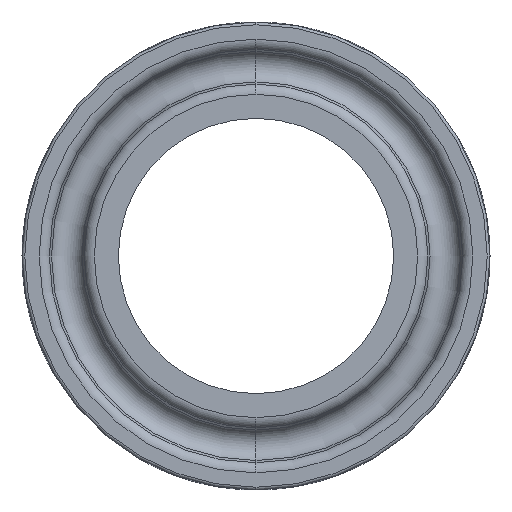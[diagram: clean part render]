
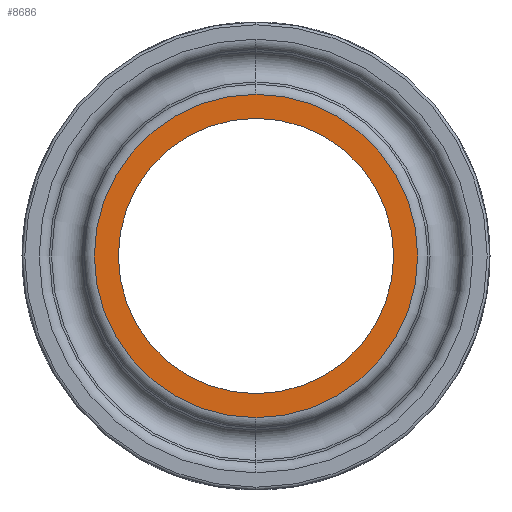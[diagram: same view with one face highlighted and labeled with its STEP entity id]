
A CAD part, left-side view. The second image highlights one B-rep face of the part: STEP entity #8686.
In plain terms, the highlighted planar face has unit normal (-1, 0, 0).
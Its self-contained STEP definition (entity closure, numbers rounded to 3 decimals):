
#387 = EDGE_CURVE ( 'NONE', #3388, #2221, #14681, .T. ) ;
#797 = CIRCLE ( 'NONE', #8491, 10. ) ;
#1263 = EDGE_CURVE ( 'NONE', #3165, #10652, #4541, .T. ) ;
#1526 = DIRECTION ( 'NONE',  ( -1., 0., 0. ) ) ;
#2221 = VERTEX_POINT ( 'NONE', #8697 ) ;
#2348 = CARTESIAN_POINT ( 'NONE',  ( 0., 0., 0. ) ) ;
#2873 = FACE_BOUND ( 'NONE', #14817, .T. ) ;
#3165 = VERTEX_POINT ( 'NONE', #4210 ) ;
#3388 = VERTEX_POINT ( 'NONE', #6223 ) ;
#3710 = DIRECTION ( 'NONE',  ( 0., 0., -1. ) ) ;
#4210 = CARTESIAN_POINT ( 'NONE',  ( 0., 0., -11.747 ) ) ;
#4541 = CIRCLE ( 'NONE', #10546, 11.747 ) ;
#4913 = CARTESIAN_POINT ( 'NONE',  ( 0., 16.8, 0. ) ) ;
#5138 = CARTESIAN_POINT ( 'NONE',  ( 0., 0., 0. ) ) ;
#5153 = CARTESIAN_POINT ( 'NONE',  ( 0., 0., 11.747 ) ) ;
#5661 = DIRECTION ( 'NONE',  ( -1., 0., 0. ) ) ;
#5692 = CIRCLE ( 'NONE', #6892, 11.747 ) ;
#6038 = PLANE ( 'NONE',  #11345 ) ;
#6223 = CARTESIAN_POINT ( 'NONE',  ( 0., 0., -10. ) ) ;
#6333 = DIRECTION ( 'NONE',  ( 0., 0., 1. ) ) ;
#6892 = AXIS2_PLACEMENT_3D ( 'NONE', #2348, #5661, #12752 ) ;
#7470 = FACE_OUTER_BOUND ( 'NONE', #11601, .T. ) ;
#7950 = AXIS2_PLACEMENT_3D ( 'NONE', #11933, #10665, #13089 ) ;
#8491 = AXIS2_PLACEMENT_3D ( 'NONE', #5138, #1526, #6333 ) ;
#8582 = EDGE_CURVE ( 'NONE', #2221, #3388, #797, .T. ) ;
#8686 = ADVANCED_FACE ( 'NONE', ( #2873, #7470 ), #6038, .F. ) ;
#8697 = CARTESIAN_POINT ( 'NONE',  ( 0., 0., 10. ) ) ;
#9536 = DIRECTION ( 'NONE',  ( -1., 0., 0. ) ) ;
#9568 = ORIENTED_EDGE ( 'NONE', *, *, #1263, .T. ) ;
#9604 = DIRECTION ( 'NONE',  ( 0., 0., 1. ) ) ;
#10546 = AXIS2_PLACEMENT_3D ( 'NONE', #10898, #9536, #9604 ) ;
#10652 = VERTEX_POINT ( 'NONE', #5153 ) ;
#10665 = DIRECTION ( 'NONE',  ( -1., 0., 0. ) ) ;
#10898 = CARTESIAN_POINT ( 'NONE',  ( 0., 0., 0. ) ) ;
#11199 = EDGE_CURVE ( 'NONE', #10652, #3165, #5692, .T. ) ;
#11345 = AXIS2_PLACEMENT_3D ( 'NONE', #4913, #14172, #3710 ) ;
#11601 = EDGE_LOOP ( 'NONE', ( #12674, #9568 ) ) ;
#11933 = CARTESIAN_POINT ( 'NONE',  ( 0., 0., 0. ) ) ;
#12193 = ORIENTED_EDGE ( 'NONE', *, *, #387, .F. ) ;
#12674 = ORIENTED_EDGE ( 'NONE', *, *, #11199, .T. ) ;
#12752 = DIRECTION ( 'NONE',  ( 0., 0., 1. ) ) ;
#13089 = DIRECTION ( 'NONE',  ( 0., 0., 1. ) ) ;
#14172 = DIRECTION ( 'NONE',  ( 1., 0., 0. ) ) ;
#14681 = CIRCLE ( 'NONE', #7950, 10. ) ;
#14817 = EDGE_LOOP ( 'NONE', ( #14831, #12193 ) ) ;
#14831 = ORIENTED_EDGE ( 'NONE', *, *, #8582, .F. ) ;
